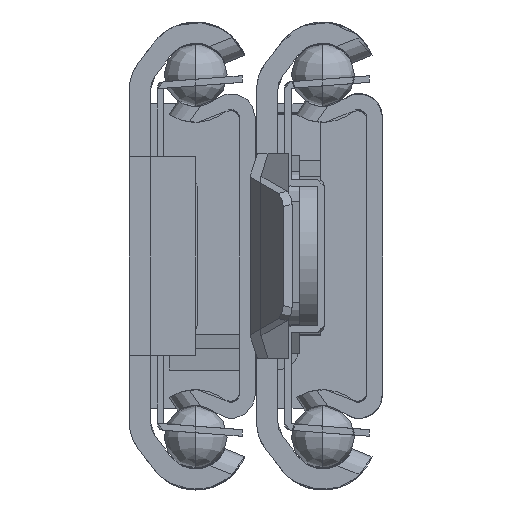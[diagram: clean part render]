
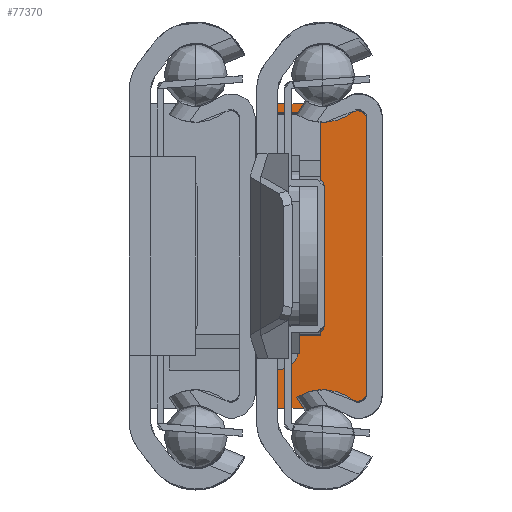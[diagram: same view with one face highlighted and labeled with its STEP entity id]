
A CAD part, left-side view. The second image highlights one B-rep face of the part: STEP entity #77370.
In plain terms, the highlighted free-form (B-spline) face has degree [1, 1] with [2, 2] control points.
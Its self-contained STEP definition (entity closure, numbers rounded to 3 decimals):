
#77230=CARTESIAN_POINT('',(-18.1,10.,258.6));
#77231=VERTEX_POINT('',#77230);
#77237=CARTESIAN_POINT('',(-16.6,11.5,258.6));
#77238=VERTEX_POINT('',#77237);
#77239=CARTESIAN_POINT('',(-18.1,10.,258.6));
#77240=CARTESIAN_POINT('',(-18.1,11.5,258.6));
#77241=CARTESIAN_POINT('',(-16.6,11.5,258.6));
#77249=(BOUNDED_CURVE()B_SPLINE_CURVE(2,(#77239,#77240,#77241),.UNSPECIFIED.,.F.,.U.)CURVE()GEOMETRIC_REPRESENTATION_ITEM()QUASI_UNIFORM_CURVE()RATIONAL_B_SPLINE_CURVE((1.0,0.707,1.0))REPRESENTATION_ITEM(''));
#77250=EDGE_CURVE('',#77231,#77238,#77249,.T.);
#77291=CARTESIAN_POINT('',(-16.6,-11.5,258.6));
#77292=VERTEX_POINT('',#77291);
#77298=CARTESIAN_POINT('',(-18.1,-10.0,258.6));
#77299=VERTEX_POINT('',#77298);
#77300=CARTESIAN_POINT('',(-16.6,-11.5,258.6));
#77301=CARTESIAN_POINT('',(-18.1,-11.5,258.6));
#77302=CARTESIAN_POINT('',(-18.1,-10.0,258.6));
#77310=(BOUNDED_CURVE()B_SPLINE_CURVE(2,(#77300,#77301,#77302),.UNSPECIFIED.,.F.,.U.)CURVE()GEOMETRIC_REPRESENTATION_ITEM()QUASI_UNIFORM_CURVE()RATIONAL_B_SPLINE_CURVE((1.0,0.707,1.0))REPRESENTATION_ITEM(''));
#77311=EDGE_CURVE('',#77292,#77299,#77310,.T.);
#77332=CARTESIAN_POINT('',(-18.1,10.,258.6));
#77333=CARTESIAN_POINT('',(-18.1,-10.0,258.6));
#77334=QUASI_UNIFORM_CURVE('',1,(#77332,#77333),.UNSPECIFIED.,.F.,.U.);
#77335=EDGE_CURVE('',#77231,#77299,#77334,.T.);
#77341=CARTESIAN_POINT('',(-18.445,12.649,258.6));
#77342=CARTESIAN_POINT('',(-10.855,12.649,258.6));
#77343=CARTESIAN_POINT('',(-18.445,-12.649,258.6));
#77344=CARTESIAN_POINT('',(-10.855,-12.649,258.6));
#77345=B_SPLINE_SURFACE_WITH_KNOTS('',1,1,((#77341,#77343),(#77342,#77344)),.UNSPECIFIED.,.F.,.F.,.U.,(2,2),(2,2),(0.0,7.589),(0.0,25.298),.UNSPECIFIED.);
#77346=CARTESIAN_POINT('',(-11.2,-11.5,258.6));
#77347=VERTEX_POINT('',#77346);
#77348=CARTESIAN_POINT('',(-16.6,-11.5,258.6));
#77349=CARTESIAN_POINT('',(-11.2,-11.5,258.6));
#77350=QUASI_UNIFORM_CURVE('',1,(#77348,#77349),.UNSPECIFIED.,.F.,.U.);
#77351=EDGE_CURVE('',#77292,#77347,#77350,.T.);
#77352=ORIENTED_EDGE('',*,*,#77351,.T.);
#77353=CARTESIAN_POINT('',(-11.2,11.5,258.6));
#77354=VERTEX_POINT('',#77353);
#77355=CARTESIAN_POINT('',(-11.2,-11.5,258.6));
#77356=CARTESIAN_POINT('',(-11.2,11.5,258.6));
#77357=QUASI_UNIFORM_CURVE('',1,(#77355,#77356),.UNSPECIFIED.,.F.,.U.);
#77358=EDGE_CURVE('',#77347,#77354,#77357,.T.);
#77359=ORIENTED_EDGE('',*,*,#77358,.T.);
#77360=CARTESIAN_POINT('',(-11.2,11.5,258.6));
#77361=CARTESIAN_POINT('',(-16.6,11.5,258.6));
#77362=QUASI_UNIFORM_CURVE('',1,(#77360,#77361),.UNSPECIFIED.,.F.,.U.);
#77363=EDGE_CURVE('',#77354,#77238,#77362,.T.);
#77364=ORIENTED_EDGE('',*,*,#77363,.T.);
#77365=ORIENTED_EDGE('',*,*,#77250,.F.);
#77366=ORIENTED_EDGE('',*,*,#77335,.T.);
#77367=ORIENTED_EDGE('',*,*,#77311,.F.);
#77368=EDGE_LOOP('',(#77352,#77359,#77364,#77365,#77366,#77367));
#77369=FACE_OUTER_BOUND('',#77368,.T.);
#77370=ADVANCED_FACE('',(#77369),#77345,.F.);
